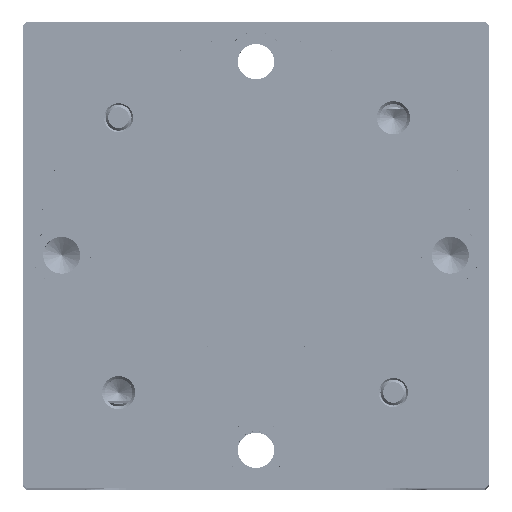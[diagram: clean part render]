
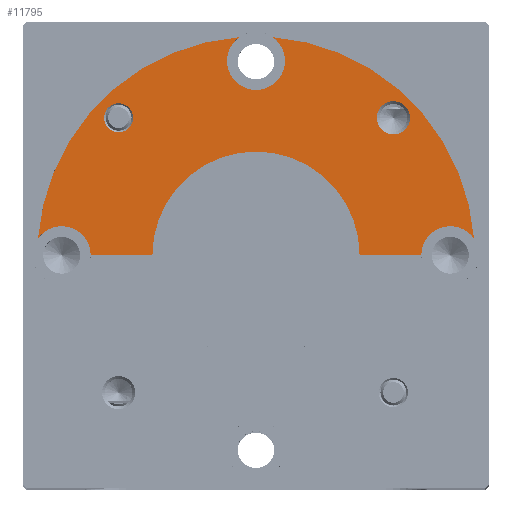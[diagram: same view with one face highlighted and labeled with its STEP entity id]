
A CAD part, top view. The second image highlights one B-rep face of the part: STEP entity #11795.
In plain terms, the highlighted planar face has unit normal (0, 0, 1).
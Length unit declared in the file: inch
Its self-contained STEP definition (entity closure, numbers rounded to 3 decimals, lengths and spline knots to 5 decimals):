
#481 = CARTESIAN_POINT ( 'NONE',  ( 0.33146, 0.61271, 1.105 ) ) ;
#761 = DIRECTION ( 'NONE',  ( 1., 0., 0. ) ) ;
#974 = DIRECTION ( 'NONE',  ( 0., 0., 1. ) ) ;
#1030 = DIRECTION ( 'NONE',  ( 1., 0., 0. ) ) ;
#1488 = DIRECTION ( 'NONE',  ( 0., 0., 1. ) ) ;
#2755 = ORIENTED_EDGE ( 'NONE', *, *, #134013, .F. ) ;
#2908 = CARTESIAN_POINT ( 'NONE',  ( -0.52595, 0.32159, 1.105 ) ) ;
#3322 = DIRECTION ( 'NONE',  ( 0., 0., 1. ) ) ;
#7288 = CARTESIAN_POINT ( 'NONE',  ( 0.07, 0.75, 1.105 ) ) ;
#9038 = CARTESIAN_POINT ( 'NONE',  ( 0., 0.75, 1.105 ) ) ;
#10079 = CARTESIAN_POINT ( 'NONE',  ( -0.36646, 0.61271, 1.105 ) ) ;
#11769 = VERTEX_POINT ( 'NONE', #72034 ) ;
#11795 = ADVANCED_FACE ( 'NONE', ( #134610, #126651, #41714 ), #102515, .T. ) ;
#12228 = CIRCLE ( 'NONE', #96568, 0.25 ) ;
#12537 = ORIENTED_EDGE ( 'NONE', *, *, #31224, .F. ) ;
#14174 = VERTEX_POINT ( 'NONE', #7288 ) ;
#14872 = CARTESIAN_POINT ( 'NONE',  ( 0., 0.75, 1.105 ) ) ;
#15573 = VERTEX_POINT ( 'NONE', #103420 ) ;
#17757 = ORIENTED_EDGE ( 'NONE', *, *, #19301, .F. ) ;
#18224 = ORIENTED_EDGE ( 'NONE', *, *, #122152, .F. ) ;
#19301 = EDGE_CURVE ( 'NONE', #138894, #114931, #141801, .T. ) ;
#20535 = AXIS2_PLACEMENT_3D ( 'NONE', #47525, #135942, #141482 ) ;
#22575 = CIRCLE ( 'NONE', #127494, 0.07 ) ;
#22618 = VERTEX_POINT ( 'NONE', #10079 ) ;
#23549 = EDGE_CURVE ( 'NONE', #11769, #161479, #142889, .T. ) ;
#28738 = DIRECTION ( 'NONE',  ( 1., 0., 0. ) ) ;
#29558 = DIRECTION ( 'NONE',  ( 0., 0., 1. ) ) ;
#29696 = ORIENTED_EDGE ( 'NONE', *, *, #23549, .F. ) ;
#31224 = EDGE_CURVE ( 'NONE', #157837, #156016, #161322, .T. ) ;
#34531 = DIRECTION ( 'NONE',  ( 1., 0., 0. ) ) ;
#37234 = VERTEX_POINT ( 'NONE', #45509 ) ;
#37511 = CARTESIAN_POINT ( 'NONE',  ( 0.33146, 0.61271, 1.105 ) ) ;
#37650 = CARTESIAN_POINT ( 'NONE',  ( 0.04034, 0.80721, 1.105 ) ) ;
#39540 = DIRECTION ( 'NONE',  ( 1., 0., 0. ) ) ;
#39650 = DIRECTION ( 'NONE',  ( 1., 0., 0. ) ) ;
#39958 = CIRCLE ( 'NONE', #69271, 0.5275 ) ;
#40335 = CARTESIAN_POINT ( 'NONE',  ( 0.39875, 0.28125, 1.105 ) ) ;
#41159 = LINE ( 'NONE', #136747, #122158 ) ;
#41714 = FACE_OUTER_BOUND ( 'NONE', #45591, .T. ) ;
#41716 = VERTEX_POINT ( 'NONE', #37650 ) ;
#43407 = CARTESIAN_POINT ( 'NONE',  ( 0.52595, 0.32159, 1.105 ) ) ;
#44617 = DIRECTION ( 'NONE',  ( 1., 0., 0. ) ) ;
#45509 = CARTESIAN_POINT ( 'NONE',  ( -0.29646, 0.61271, 1.105 ) ) ;
#45591 = EDGE_LOOP ( 'NONE', ( #29696, #65790, #51868, #128676, #80860, #79208, #65689, #18224, #17757, #110136 ) ) ;
#47525 = CARTESIAN_POINT ( 'NONE',  ( 0., 0.75, 1.105 ) ) ;
#49401 = CARTESIAN_POINT ( 'NONE',  ( -0.07, 0.75, 1.105 ) ) ;
#51868 = ORIENTED_EDGE ( 'NONE', *, *, #51908, .F. ) ;
#51908 = EDGE_CURVE ( 'NONE', #15573, #137880, #12228, .T. ) ;
#53650 = EDGE_CURVE ( 'NONE', #55325, #114828, #22575, .T. ) ;
#54123 = AXIS2_PLACEMENT_3D ( 'NONE', #90449, #1488, #39650 ) ;
#55325 = VERTEX_POINT ( 'NONE', #43407 ) ;
#59390 = AXIS2_PLACEMENT_3D ( 'NONE', #65427, #90370, #141781 ) ;
#62864 = DIRECTION ( 'NONE',  ( 0., 0., 1. ) ) ;
#63093 = VECTOR ( 'NONE', #39540, 39.37008 ) ;
#63712 = DIRECTION ( 'NONE',  ( 0., 0., 1. ) ) ;
#65427 = CARTESIAN_POINT ( 'NONE',  ( -0.33146, 0.61271, 1.105 ) ) ;
#65689 = ORIENTED_EDGE ( 'NONE', *, *, #125141, .F. ) ;
#65790 = ORIENTED_EDGE ( 'NONE', *, *, #93253, .T. ) ;
#66216 = DIRECTION ( 'NONE',  ( 0., 0., 1. ) ) ;
#68944 = LINE ( 'NONE', #155607, #63093 ) ;
#69271 = AXIS2_PLACEMENT_3D ( 'NONE', #131511, #3322, #93378 ) ;
#72034 = CARTESIAN_POINT ( 'NONE',  ( -0.39875, 0.28125, 1.105 ) ) ;
#72304 = AXIS2_PLACEMENT_3D ( 'NONE', #481, #151473, #1030 ) ;
#73160 = EDGE_CURVE ( 'NONE', #22618, #37234, #109000, .T. ) ;
#74703 = CIRCLE ( 'NONE', #134524, 0.5275 ) ;
#76578 = DIRECTION ( 'NONE',  ( 1., 0., 0. ) ) ;
#79208 = ORIENTED_EDGE ( 'NONE', *, *, #160797, .T. ) ;
#79810 = AXIS2_PLACEMENT_3D ( 'NONE', #37511, #62864, #76578 ) ;
#80860 = ORIENTED_EDGE ( 'NONE', *, *, #53650, .F. ) ;
#83144 = ORIENTED_EDGE ( 'NONE', *, *, #73160, .F. ) ;
#83904 = EDGE_LOOP ( 'NONE', ( #12537, #2755 ) ) ;
#86357 = EDGE_CURVE ( 'NONE', #138894, #161479, #74703, .T. ) ;
#89396 = DIRECTION ( 'NONE',  ( 1., 0., 0. ) ) ;
#90370 = DIRECTION ( 'NONE',  ( 0., 0., 1. ) ) ;
#90449 = CARTESIAN_POINT ( 'NONE',  ( -0.33146, 0.61271, 1.105 ) ) ;
#93253 = EDGE_CURVE ( 'NONE', #11769, #137880, #68944, .T. ) ;
#93378 = DIRECTION ( 'NONE',  ( 1., 0., 0. ) ) ;
#93629 = EDGE_CURVE ( 'NONE', #15573, #114828, #41159, .T. ) ;
#96307 = CARTESIAN_POINT ( 'NONE',  ( 0.37146, 0.61271, 1.105 ) ) ;
#96568 = AXIS2_PLACEMENT_3D ( 'NONE', #108729, #120351, #44617 ) ;
#97535 = DIRECTION ( 'NONE',  ( 0., 0., 1. ) ) ;
#101976 = CARTESIAN_POINT ( 'NONE',  ( 0., 0.28125, 1.105 ) ) ;
#102515 = PLANE ( 'NONE',  #141195 ) ;
#103420 = CARTESIAN_POINT ( 'NONE',  ( 0.25, 0.28125, 1.105 ) ) ;
#105821 = DIRECTION ( 'NONE',  ( 1., 0., 0. ) ) ;
#108729 = CARTESIAN_POINT ( 'NONE',  ( 0., 0.28125, 1.105 ) ) ;
#108942 = CARTESIAN_POINT ( 'NONE',  ( -0.04034, 0.80721, 1.105 ) ) ;
#109000 = CIRCLE ( 'NONE', #59390, 0.035 ) ;
#109489 = AXIS2_PLACEMENT_3D ( 'NONE', #164023, #150236, #150793 ) ;
#110136 = ORIENTED_EDGE ( 'NONE', *, *, #86357, .T. ) ;
#114828 = VERTEX_POINT ( 'NONE', #40335 ) ;
#114931 = VERTEX_POINT ( 'NONE', #49401 ) ;
#115421 = CARTESIAN_POINT ( 'NONE',  ( 0.46875, 0.28125, 1.105 ) ) ;
#120351 = DIRECTION ( 'NONE',  ( 0., 0., 1. ) ) ;
#122152 = EDGE_CURVE ( 'NONE', #114931, #14174, #133624, .T. ) ;
#122158 = VECTOR ( 'NONE', #150092, 39.37008 ) ;
#125141 = EDGE_CURVE ( 'NONE', #14174, #41716, #137094, .T. ) ;
#125380 = CARTESIAN_POINT ( 'NONE',  ( 0.29146, 0.61271, 1.105 ) ) ;
#126651 = FACE_BOUND ( 'NONE', #137161, .T. ) ;
#127313 = CIRCLE ( 'NONE', #72304, 0.04 ) ;
#127494 = AXIS2_PLACEMENT_3D ( 'NONE', #115421, #974, #89396 ) ;
#128676 = ORIENTED_EDGE ( 'NONE', *, *, #93629, .T. ) ;
#130487 = CARTESIAN_POINT ( 'NONE',  ( -0.25, 0.28125, 1.105 ) ) ;
#131511 = CARTESIAN_POINT ( 'NONE',  ( 0., 0.28125, 1.105 ) ) ;
#133624 = CIRCLE ( 'NONE', #155736, 0.07 ) ;
#134013 = EDGE_CURVE ( 'NONE', #156016, #157837, #127313, .T. ) ;
#134524 = AXIS2_PLACEMENT_3D ( 'NONE', #156711, #29558, #105821 ) ;
#134610 = FACE_BOUND ( 'NONE', #83904, .T. ) ;
#135942 = DIRECTION ( 'NONE',  ( 0., 0., 1. ) ) ;
#136747 = CARTESIAN_POINT ( 'NONE',  ( 0.5625, 0.28125, 1.105 ) ) ;
#137094 = CIRCLE ( 'NONE', #20535, 0.07 ) ;
#137161 = EDGE_LOOP ( 'NONE', ( #163959, #83144 ) ) ;
#137880 = VERTEX_POINT ( 'NONE', #130487 ) ;
#138894 = VERTEX_POINT ( 'NONE', #108942 ) ;
#141195 = AXIS2_PLACEMENT_3D ( 'NONE', #101976, #63712, #761 ) ;
#141482 = DIRECTION ( 'NONE',  ( 1., 0., 0. ) ) ;
#141781 = DIRECTION ( 'NONE',  ( 1., 0., 0. ) ) ;
#141801 = CIRCLE ( 'NONE', #149234, 0.07 ) ;
#142889 = CIRCLE ( 'NONE', #109489, 0.07 ) ;
#149234 = AXIS2_PLACEMENT_3D ( 'NONE', #14872, #66216, #28738 ) ;
#150092 = DIRECTION ( 'NONE',  ( 1., 0., 0. ) ) ;
#150236 = DIRECTION ( 'NONE',  ( 0., 0., 1. ) ) ;
#150793 = DIRECTION ( 'NONE',  ( 1., 0., 0. ) ) ;
#151473 = DIRECTION ( 'NONE',  ( 0., 0., 1. ) ) ;
#152002 = CIRCLE ( 'NONE', #54123, 0.035 ) ;
#155607 = CARTESIAN_POINT ( 'NONE',  ( 0.5625, 0.28125, 1.105 ) ) ;
#155736 = AXIS2_PLACEMENT_3D ( 'NONE', #9038, #97535, #34531 ) ;
#156016 = VERTEX_POINT ( 'NONE', #125380 ) ;
#156711 = CARTESIAN_POINT ( 'NONE',  ( 0., 0.28125, 1.105 ) ) ;
#157837 = VERTEX_POINT ( 'NONE', #96307 ) ;
#158899 = EDGE_CURVE ( 'NONE', #37234, #22618, #152002, .T. ) ;
#160797 = EDGE_CURVE ( 'NONE', #55325, #41716, #39958, .T. ) ;
#161322 = CIRCLE ( 'NONE', #79810, 0.04 ) ;
#161479 = VERTEX_POINT ( 'NONE', #2908 ) ;
#163959 = ORIENTED_EDGE ( 'NONE', *, *, #158899, .F. ) ;
#164023 = CARTESIAN_POINT ( 'NONE',  ( -0.46875, 0.28125, 1.105 ) ) ;
